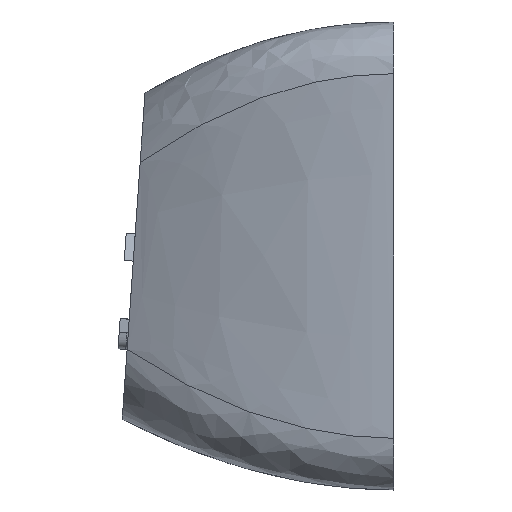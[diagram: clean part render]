
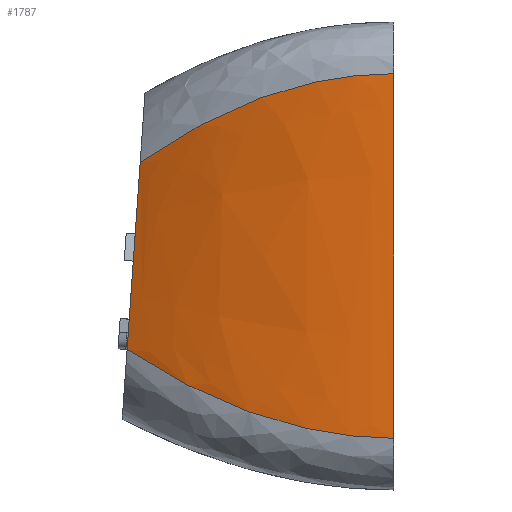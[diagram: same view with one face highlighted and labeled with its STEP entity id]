
A CAD part, left-side view. The second image highlights one B-rep face of the part: STEP entity #1787.
In plain terms, the highlighted free-form (B-spline) face has degree [3, 3] with [4, 4] control points.
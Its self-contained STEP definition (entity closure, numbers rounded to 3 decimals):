
#75=LINE('',#3437,#228);
#76=LINE('',#3443,#229);
#228=VECTOR('',#2003,10.);
#229=VECTOR('',#2008,10.);
#428=FACE_OUTER_BOUND('',#534,.T.);
#534=EDGE_LOOP('',(#1369,#1370,#1371,#1372));
#665=B_SPLINE_CURVE_WITH_KNOTS('',3,(#3479,#3480,#3481,#3482),
 .UNSPECIFIED.,.F.,.F.,(4,4),(0.,1.),.UNSPECIFIED.);
#666=B_SPLINE_CURVE_WITH_KNOTS('',3,(#3499,#3500,#3501,#3502),
 .UNSPECIFIED.,.F.,.F.,(4,4),(0.,1.),.UNSPECIFIED.);
#773=VERTEX_POINT('',#3423);
#779=VERTEX_POINT('',#3435);
#781=VERTEX_POINT('',#3440);
#782=VERTEX_POINT('',#3442);
#989=EDGE_CURVE('',#773,#779,#75,.T.);
#991=EDGE_CURVE('',#781,#782,#76,.T.);
#999=EDGE_CURVE('',#781,#773,#665,.T.);
#1000=EDGE_CURVE('',#782,#779,#666,.T.);
#1369=ORIENTED_EDGE('',*,*,#991,.F.);
#1370=ORIENTED_EDGE('',*,*,#999,.T.);
#1371=ORIENTED_EDGE('',*,*,#989,.T.);
#1372=ORIENTED_EDGE('',*,*,#1000,.F.);
#1720=B_SPLINE_SURFACE_WITH_KNOTS('',3,3,((#3483,#3484,#3485,#3486),(#3487,
#3488,#3489,#3490),(#3491,#3492,#3493,#3494),(#3495,#3496,#3497,#3498)),
 .UNSPECIFIED.,.F.,.F.,.F.,(4,4),(4,4),(0.,1.),(0.,1.),.UNSPECIFIED.);
#1787=ADVANCED_FACE('',(#428),#1720,.F.);
#2003=DIRECTION('',(0.,0.,1.));
#2008=DIRECTION('',(0.,-0.07,0.998));
#3423=CARTESIAN_POINT('',(0.,0.,2.));
#3435=CARTESIAN_POINT('',(0.,0.,16.1));
#3437=CARTESIAN_POINT('',(0.,0.,2.));
#3440=CARTESIAN_POINT('',(2.7,10.32,5.433));
#3442=CARTESIAN_POINT('',(2.7,9.814,12.671));
#3443=CARTESIAN_POINT('',(2.7,10.32,5.433));
#3479=CARTESIAN_POINT('Ctrl Pts',(2.7,10.32,5.433));
#3480=CARTESIAN_POINT('Ctrl Pts',(0.9,6.88,3.144));
#3481=CARTESIAN_POINT('Ctrl Pts',(0.,3.356,
2.));
#3482=CARTESIAN_POINT('Ctrl Pts',(0.,0.,2.));
#3483=CARTESIAN_POINT('Ctrl Pts',(2.7,10.32,5.433));
#3484=CARTESIAN_POINT('Ctrl Pts',(0.9,6.88,3.144));
#3485=CARTESIAN_POINT('Ctrl Pts',(0.,3.356,
2.));
#3486=CARTESIAN_POINT('Ctrl Pts',(0.,0.,2.));
#3487=CARTESIAN_POINT('Ctrl Pts',(2.7,10.221,6.843));
#3488=CARTESIAN_POINT('Ctrl Pts',(0.939,6.814,4.776));
#3489=CARTESIAN_POINT('Ctrl Pts',(0.,3.356,
3.047));
#3490=CARTESIAN_POINT('Ctrl Pts',(0.,0.,3.047));
#3491=CARTESIAN_POINT('Ctrl Pts',(2.7,9.913,11.261));
#3492=CARTESIAN_POINT('Ctrl Pts',(0.939,6.608,13.325));
#3493=CARTESIAN_POINT('Ctrl Pts',(0.,3.356,
15.053));
#3494=CARTESIAN_POINT('Ctrl Pts',(0.,0.,15.053));
#3495=CARTESIAN_POINT('Ctrl Pts',(2.7,9.814,12.671));
#3496=CARTESIAN_POINT('Ctrl Pts',(0.9,6.543,14.957));
#3497=CARTESIAN_POINT('Ctrl Pts',(0.,3.356,
16.1));
#3498=CARTESIAN_POINT('Ctrl Pts',(0.,0.,16.1));
#3499=CARTESIAN_POINT('Ctrl Pts',(2.7,9.814,12.671));
#3500=CARTESIAN_POINT('Ctrl Pts',(0.9,6.543,14.957));
#3501=CARTESIAN_POINT('Ctrl Pts',(0.,3.356,
16.1));
#3502=CARTESIAN_POINT('Ctrl Pts',(0.,0.,
16.1));
